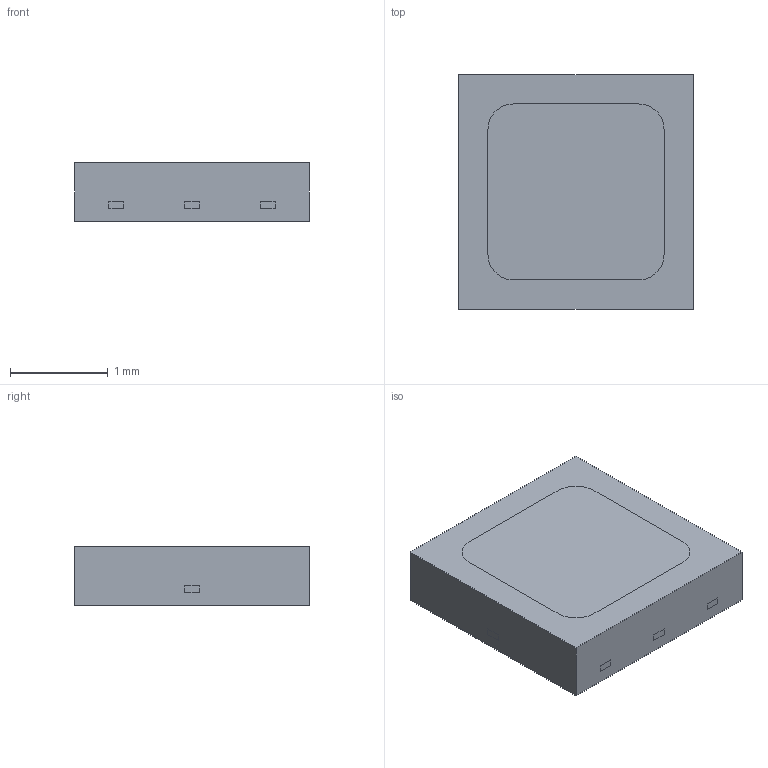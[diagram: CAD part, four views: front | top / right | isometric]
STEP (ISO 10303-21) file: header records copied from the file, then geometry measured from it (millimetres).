
FILE_DESCRIPTION (( 'STEP AP203' ), '1' );
FILE_NAME ('NSSM240A.STEP', '2018-10-16T14:09:59', ( '' ), ( '' ), 'SwSTEP 2.0', 'SolidWorks 2015', '' );
FILE_SCHEMA (( 'CONFIG_CONTROL_DESIGN' ));
Length unit declared in the file: millimetre
Products named in the file (9): Part8; Part7; Part5; Part3; Part1; Part6; Part2; NSSM240A; Part4
Assembly tree (8 placements, depth 2):
  NSSM240A
    Part1
    Part2
    Part3
    Part4
    Part5
    Part6
    Part7
    Part8
Bounding box: 2.4 x 2.4 x 0.6 mm (x, y, z)
Volume: 3.5 mm3; surface area: 28.7 mm2
Topology: 17 solids, 17 shells, 246 faces, 588 edges, 392 vertices
Faces by surface type: plane 182, cylinder 64
Entity records: 8041 total; most frequent: CARTESIAN_POINT 1237, DIRECTION 1230, ORIENTED_EDGE 1176, EDGE_CURVE 588, LINE 460, VECTOR 460, VERTEX_POINT 392, AXIS2_PLACEMENT_3D 385
